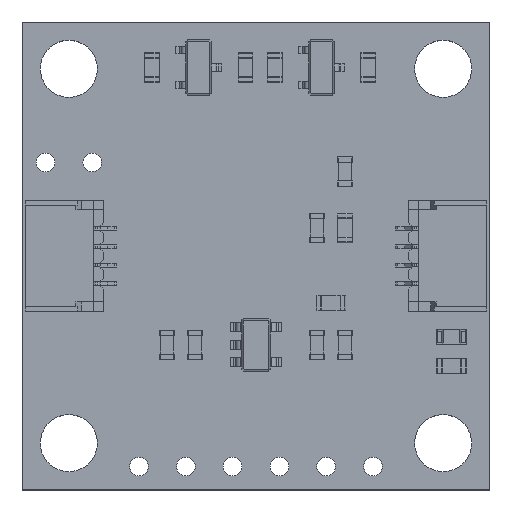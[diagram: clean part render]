
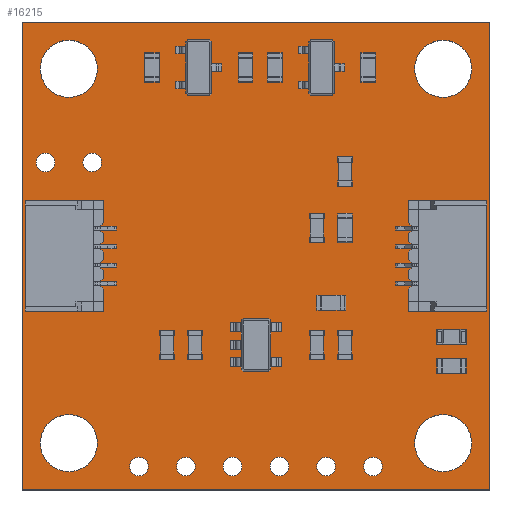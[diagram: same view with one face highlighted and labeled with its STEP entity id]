
A CAD part, top view. The second image highlights one B-rep face of the part: STEP entity #16215.
In plain terms, the highlighted planar face has unit normal (0, 0, 1).
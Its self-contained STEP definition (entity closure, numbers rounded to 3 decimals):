
#15971 = VERTEX_POINT('',#15972);
#15972 = CARTESIAN_POINT('',(12.7,-12.7,1.6));
#15978 = EDGE_CURVE('',#15971,#15979,#15981,.T.);
#15979 = VERTEX_POINT('',#15980);
#15980 = CARTESIAN_POINT('',(-12.7,-12.7,1.6));
#15981 = LINE('',#15982,#15983);
#15982 = CARTESIAN_POINT('',(12.7,-12.7,1.6));
#15983 = VECTOR('',#15984,1.);
#15984 = DIRECTION('',(-1.,0.,0.));
#16011 = VERTEX_POINT('',#16012);
#16012 = CARTESIAN_POINT('',(12.7,12.7,1.6));
#16018 = EDGE_CURVE('',#16011,#15971,#16019,.T.);
#16019 = LINE('',#16020,#16021);
#16020 = CARTESIAN_POINT('',(12.7,12.7,1.6));
#16021 = VECTOR('',#16022,1.);
#16022 = DIRECTION('',(0.,-1.,0.));
#16040 = EDGE_CURVE('',#15979,#16041,#16043,.T.);
#16041 = VERTEX_POINT('',#16042);
#16042 = CARTESIAN_POINT('',(-12.7,12.7,1.6));
#16043 = LINE('',#16044,#16045);
#16044 = CARTESIAN_POINT('',(-12.7,-12.7,1.6));
#16045 = VECTOR('',#16046,1.);
#16046 = DIRECTION('',(0.,1.,0.));
#16215 = ADVANCED_FACE('',(#16216,#16227,#16238,#16249,#16260,#16271,
    #16282,#16293,#16304,#16315,#16326,#16337,#16348),#16359,.T.);
#16216 = FACE_BOUND('',#16217,.T.);
#16217 = EDGE_LOOP('',(#16218,#16219,#16220,#16226));
#16218 = ORIENTED_EDGE('',*,*,#15978,.F.);
#16219 = ORIENTED_EDGE('',*,*,#16018,.F.);
#16220 = ORIENTED_EDGE('',*,*,#16221,.F.);
#16221 = EDGE_CURVE('',#16041,#16011,#16222,.T.);
#16222 = LINE('',#16223,#16224);
#16223 = CARTESIAN_POINT('',(-12.7,12.7,1.6));
#16224 = VECTOR('',#16225,1.);
#16225 = DIRECTION('',(1.,0.,0.));
#16226 = ORIENTED_EDGE('',*,*,#16040,.F.);
#16227 = FACE_BOUND('',#16228,.T.);
#16228 = EDGE_LOOP('',(#16229));
#16229 = ORIENTED_EDGE('',*,*,#16230,.T.);
#16230 = EDGE_CURVE('',#16231,#16231,#16233,.T.);
#16231 = VERTEX_POINT('',#16232);
#16232 = CARTESIAN_POINT('',(-10.16,-11.71,1.6));
#16233 = CIRCLE('',#16234,1.55);
#16234 = AXIS2_PLACEMENT_3D('',#16235,#16236,#16237);
#16235 = CARTESIAN_POINT('',(-10.16,-10.16,1.6));
#16236 = DIRECTION('',(-0.,0.,-1.));
#16237 = DIRECTION('',(-0.,-1.,0.));
#16238 = FACE_BOUND('',#16239,.T.);
#16239 = EDGE_LOOP('',(#16240));
#16240 = ORIENTED_EDGE('',*,*,#16241,.T.);
#16241 = EDGE_CURVE('',#16242,#16242,#16244,.T.);
#16242 = VERTEX_POINT('',#16243);
#16243 = CARTESIAN_POINT('',(-6.35,-11.938,1.6));
#16244 = CIRCLE('',#16245,0.508);
#16245 = AXIS2_PLACEMENT_3D('',#16246,#16247,#16248);
#16246 = CARTESIAN_POINT('',(-6.35,-11.43,1.6));
#16247 = DIRECTION('',(-0.,0.,-1.));
#16248 = DIRECTION('',(-0.,-1.,0.));
#16249 = FACE_BOUND('',#16250,.T.);
#16250 = EDGE_LOOP('',(#16251));
#16251 = ORIENTED_EDGE('',*,*,#16252,.T.);
#16252 = EDGE_CURVE('',#16253,#16253,#16255,.T.);
#16253 = VERTEX_POINT('',#16254);
#16254 = CARTESIAN_POINT('',(-3.81,-11.938,1.6));
#16255 = CIRCLE('',#16256,0.508);
#16256 = AXIS2_PLACEMENT_3D('',#16257,#16258,#16259);
#16257 = CARTESIAN_POINT('',(-3.81,-11.43,1.6));
#16258 = DIRECTION('',(-0.,0.,-1.));
#16259 = DIRECTION('',(0.,-1.,0.));
#16260 = FACE_BOUND('',#16261,.T.);
#16261 = EDGE_LOOP('',(#16262));
#16262 = ORIENTED_EDGE('',*,*,#16263,.T.);
#16263 = EDGE_CURVE('',#16264,#16264,#16266,.T.);
#16264 = VERTEX_POINT('',#16265);
#16265 = CARTESIAN_POINT('',(-1.27,-11.938,1.6));
#16266 = CIRCLE('',#16267,0.508);
#16267 = AXIS2_PLACEMENT_3D('',#16268,#16269,#16270);
#16268 = CARTESIAN_POINT('',(-1.27,-11.43,1.6));
#16269 = DIRECTION('',(-0.,0.,-1.));
#16270 = DIRECTION('',(-0.,-1.,0.));
#16271 = FACE_BOUND('',#16272,.T.);
#16272 = EDGE_LOOP('',(#16273));
#16273 = ORIENTED_EDGE('',*,*,#16274,.T.);
#16274 = EDGE_CURVE('',#16275,#16275,#16277,.T.);
#16275 = VERTEX_POINT('',#16276);
#16276 = CARTESIAN_POINT('',(1.27,-11.938,1.6));
#16277 = CIRCLE('',#16278,0.508);
#16278 = AXIS2_PLACEMENT_3D('',#16279,#16280,#16281);
#16279 = CARTESIAN_POINT('',(1.27,-11.43,1.6));
#16280 = DIRECTION('',(-0.,0.,-1.));
#16281 = DIRECTION('',(-0.,-1.,0.));
#16282 = FACE_BOUND('',#16283,.T.);
#16283 = EDGE_LOOP('',(#16284));
#16284 = ORIENTED_EDGE('',*,*,#16285,.T.);
#16285 = EDGE_CURVE('',#16286,#16286,#16288,.T.);
#16286 = VERTEX_POINT('',#16287);
#16287 = CARTESIAN_POINT('',(3.81,-11.938,1.6));
#16288 = CIRCLE('',#16289,0.508);
#16289 = AXIS2_PLACEMENT_3D('',#16290,#16291,#16292);
#16290 = CARTESIAN_POINT('',(3.81,-11.43,1.6));
#16291 = DIRECTION('',(-0.,0.,-1.));
#16292 = DIRECTION('',(0.,-1.,-0.));
#16293 = FACE_BOUND('',#16294,.T.);
#16294 = EDGE_LOOP('',(#16295));
#16295 = ORIENTED_EDGE('',*,*,#16296,.T.);
#16296 = EDGE_CURVE('',#16297,#16297,#16299,.T.);
#16297 = VERTEX_POINT('',#16298);
#16298 = CARTESIAN_POINT('',(6.35,-11.938,1.6));
#16299 = CIRCLE('',#16300,0.508);
#16300 = AXIS2_PLACEMENT_3D('',#16301,#16302,#16303);
#16301 = CARTESIAN_POINT('',(6.35,-11.43,1.6));
#16302 = DIRECTION('',(-0.,0.,-1.));
#16303 = DIRECTION('',(-0.,-1.,0.));
#16304 = FACE_BOUND('',#16305,.T.);
#16305 = EDGE_LOOP('',(#16306));
#16306 = ORIENTED_EDGE('',*,*,#16307,.T.);
#16307 = EDGE_CURVE('',#16308,#16308,#16310,.T.);
#16308 = VERTEX_POINT('',#16309);
#16309 = CARTESIAN_POINT('',(10.16,-11.71,1.6));
#16310 = CIRCLE('',#16311,1.55);
#16311 = AXIS2_PLACEMENT_3D('',#16312,#16313,#16314);
#16312 = CARTESIAN_POINT('',(10.16,-10.16,1.6));
#16313 = DIRECTION('',(-0.,0.,-1.));
#16314 = DIRECTION('',(-0.,-1.,0.));
#16315 = FACE_BOUND('',#16316,.T.);
#16316 = EDGE_LOOP('',(#16317));
#16317 = ORIENTED_EDGE('',*,*,#16318,.T.);
#16318 = EDGE_CURVE('',#16319,#16319,#16321,.T.);
#16319 = VERTEX_POINT('',#16320);
#16320 = CARTESIAN_POINT('',(-11.43,4.572,1.6));
#16321 = CIRCLE('',#16322,0.508);
#16322 = AXIS2_PLACEMENT_3D('',#16323,#16324,#16325);
#16323 = CARTESIAN_POINT('',(-11.43,5.08,1.6));
#16324 = DIRECTION('',(-0.,0.,-1.));
#16325 = DIRECTION('',(-0.,-1.,0.));
#16326 = FACE_BOUND('',#16327,.T.);
#16327 = EDGE_LOOP('',(#16328));
#16328 = ORIENTED_EDGE('',*,*,#16329,.T.);
#16329 = EDGE_CURVE('',#16330,#16330,#16332,.T.);
#16330 = VERTEX_POINT('',#16331);
#16331 = CARTESIAN_POINT('',(-8.89,4.572,1.6));
#16332 = CIRCLE('',#16333,0.508);
#16333 = AXIS2_PLACEMENT_3D('',#16334,#16335,#16336);
#16334 = CARTESIAN_POINT('',(-8.89,5.08,1.6));
#16335 = DIRECTION('',(-0.,0.,-1.));
#16336 = DIRECTION('',(-0.,-1.,0.));
#16337 = FACE_BOUND('',#16338,.T.);
#16338 = EDGE_LOOP('',(#16339));
#16339 = ORIENTED_EDGE('',*,*,#16340,.T.);
#16340 = EDGE_CURVE('',#16341,#16341,#16343,.T.);
#16341 = VERTEX_POINT('',#16342);
#16342 = CARTESIAN_POINT('',(-10.16,8.61,1.6));
#16343 = CIRCLE('',#16344,1.55);
#16344 = AXIS2_PLACEMENT_3D('',#16345,#16346,#16347);
#16345 = CARTESIAN_POINT('',(-10.16,10.16,1.6));
#16346 = DIRECTION('',(-0.,0.,-1.));
#16347 = DIRECTION('',(-0.,-1.,0.));
#16348 = FACE_BOUND('',#16349,.T.);
#16349 = EDGE_LOOP('',(#16350));
#16350 = ORIENTED_EDGE('',*,*,#16351,.T.);
#16351 = EDGE_CURVE('',#16352,#16352,#16354,.T.);
#16352 = VERTEX_POINT('',#16353);
#16353 = CARTESIAN_POINT('',(10.16,8.61,1.6));
#16354 = CIRCLE('',#16355,1.55);
#16355 = AXIS2_PLACEMENT_3D('',#16356,#16357,#16358);
#16356 = CARTESIAN_POINT('',(10.16,10.16,1.6));
#16357 = DIRECTION('',(-0.,0.,-1.));
#16358 = DIRECTION('',(-0.,-1.,0.));
#16359 = PLANE('',#16360);
#16360 = AXIS2_PLACEMENT_3D('',#16361,#16362,#16363);
#16361 = CARTESIAN_POINT('',(0.,0.,1.6));
#16362 = DIRECTION('',(0.,0.,1.));
#16363 = DIRECTION('',(1.,0.,-0.));
